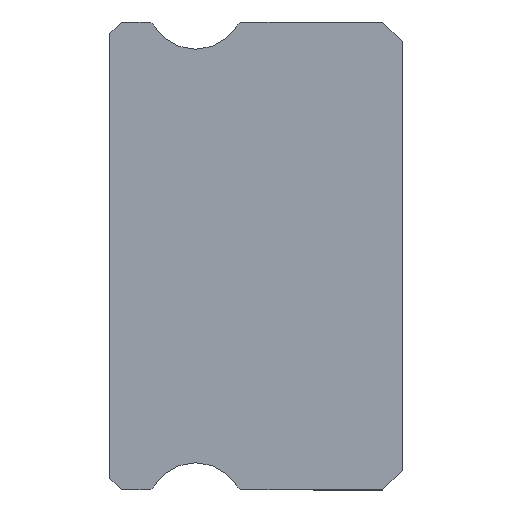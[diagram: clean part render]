
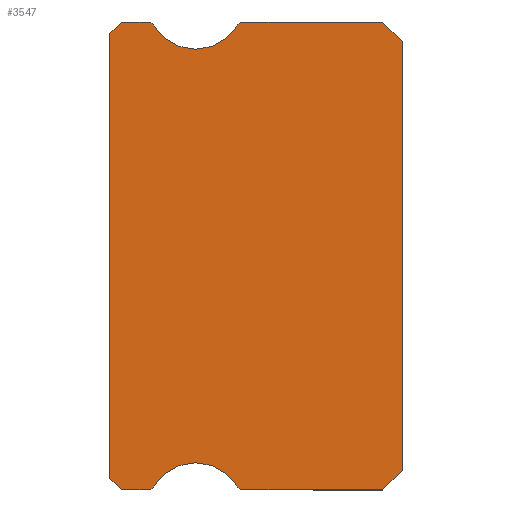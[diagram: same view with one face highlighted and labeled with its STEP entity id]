
A CAD part, left-side view. The second image highlights one B-rep face of the part: STEP entity #3547.
In plain terms, the highlighted planar face has unit normal (-1, 0, 0).
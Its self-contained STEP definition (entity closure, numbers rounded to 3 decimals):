
#30 = CARTESIAN_POINT ( 'NONE',  ( -15., 5.3, 5.3 ) ) ;
#345 = CARTESIAN_POINT ( 'NONE',  ( -15., 7.2, 6. ) ) ;
#347 = VERTEX_POINT ( 'NONE', #6425 ) ;
#349 = CARTESIAN_POINT ( 'NONE',  ( -15., 7.2, -6. ) ) ;
#456 = DIRECTION ( 'NONE',  ( -1., 0., 0. ) ) ;
#487 = VERTEX_POINT ( 'NONE', #1528 ) ;
#513 = LINE ( 'NONE', #691, #3894 ) ;
#593 = ORIENTED_EDGE ( 'NONE', *, *, #2536, .T. ) ;
#597 = CARTESIAN_POINT ( 'NONE',  ( -15., 4.217, 5.925 ) ) ;
#607 = ORIENTED_EDGE ( 'NONE', *, *, #6957, .F. ) ;
#625 = ORIENTED_EDGE ( 'NONE', *, *, #845, .T. ) ;
#633 = EDGE_CURVE ( 'NONE', #5207, #6802, #1073, .T. ) ;
#670 = CARTESIAN_POINT ( 'NONE',  ( -15., 7.2, -6. ) ) ;
#691 = CARTESIAN_POINT ( 'NONE',  ( -15., 7.5, 5.85 ) ) ;
#699 = DIRECTION ( 'NONE',  ( -1., 0., 0. ) ) ;
#709 = ORIENTED_EDGE ( 'NONE', *, *, #3200, .F. ) ;
#739 = ORIENTED_EDGE ( 'NONE', *, *, #955, .F. ) ;
#770 = ORIENTED_EDGE ( 'NONE', *, *, #5413, .F. ) ;
#773 = LINE ( 'NONE', #6623, #817 ) ;
#817 = VECTOR ( 'NONE', #2069, 1000. ) ;
#845 = EDGE_CURVE ( 'NONE', #4199, #8307, #8213, .T. ) ;
#928 = CARTESIAN_POINT ( 'NONE',  ( -15., 7.5, -5.7 ) ) ;
#952 = DIRECTION ( 'NONE',  ( 1., 0., 0. ) ) ;
#955 = EDGE_CURVE ( 'NONE', #1749, #1723, #7610, .T. ) ;
#1073 = LINE ( 'NONE', #1118, #2261 ) ;
#1075 = LINE ( 'NONE', #3014, #7467 ) ;
#1118 = CARTESIAN_POINT ( 'NONE',  ( -15., 0., 5.5 ) ) ;
#1176 = DIRECTION ( 'NONE',  ( 0., -1., 0. ) ) ;
#1255 = VERTEX_POINT ( 'NONE', #6654 ) ;
#1303 = CARTESIAN_POINT ( 'NONE',  ( -15., 5.3, 6.55 ) ) ;
#1340 = VERTEX_POINT ( 'NONE', #30 ) ;
#1342 = AXIS2_PLACEMENT_3D ( 'NONE', #4002, #2649, #3300 ) ;
#1415 = FACE_OUTER_BOUND ( 'NONE', #3276, .T. ) ;
#1459 = VERTEX_POINT ( 'NONE', #6195 ) ;
#1528 = CARTESIAN_POINT ( 'NONE',  ( -15., 6.383, -5.925 ) ) ;
#1657 = DIRECTION ( 'NONE',  ( 0., 1., 0. ) ) ;
#1723 = VERTEX_POINT ( 'NONE', #6733 ) ;
#1730 = LINE ( 'NONE', #5224, #2874 ) ;
#1749 = VERTEX_POINT ( 'NONE', #4816 ) ;
#1890 = VERTEX_POINT ( 'NONE', #4307 ) ;
#2000 = AXIS2_PLACEMENT_3D ( 'NONE', #7120, #4565, #7900 ) ;
#2001 = DIRECTION ( 'NONE',  ( -1., 0., 0. ) ) ;
#2048 = LINE ( 'NONE', #4684, #7253 ) ;
#2069 = DIRECTION ( 'NONE',  ( 0., -1., 0. ) ) ;
#2233 = VERTEX_POINT ( 'NONE', #597 ) ;
#2238 = DIRECTION ( 'NONE',  ( 1., 0., 0. ) ) ;
#2261 = VECTOR ( 'NONE', #5655, 1000. ) ;
#2264 = CARTESIAN_POINT ( 'NONE',  ( -15., 0.5, 6. ) ) ;
#2320 = VECTOR ( 'NONE', #1657, 1000. ) ;
#2415 = CIRCLE ( 'NONE', #8192, 1.25 ) ;
#2536 = EDGE_CURVE ( 'NONE', #1749, #5221, #1075, .T. ) ;
#2649 = DIRECTION ( 'NONE',  ( 1., 0., 0. ) ) ;
#2874 = VECTOR ( 'NONE', #1176, 1000. ) ;
#2948 = DIRECTION ( 'NONE',  ( 0., 0.707, -0.707 ) ) ;
#3014 = CARTESIAN_POINT ( 'NONE',  ( -15., 7.2, 6. ) ) ;
#3084 = CARTESIAN_POINT ( 'NONE',  ( -15., 0., -5.5 ) ) ;
#3131 = EDGE_CURVE ( 'NONE', #1723, #1340, #2415, .T. ) ;
#3157 = CARTESIAN_POINT ( 'NONE',  ( -15., 5.3, -6.55 ) ) ;
#3200 = EDGE_CURVE ( 'NONE', #487, #1255, #7482, .T. ) ;
#3222 = ORIENTED_EDGE ( 'NONE', *, *, #5187, .F. ) ;
#3276 = EDGE_LOOP ( 'NONE', ( #7870, #7796, #625, #4069, #709, #7885, #4515, #607, #3222, #6516, #5465, #6491, #5073, #770, #6621, #739, #593 ) ) ;
#3300 = DIRECTION ( 'NONE',  ( 0., 0., -1. ) ) ;
#3321 = DIRECTION ( 'NONE',  ( 0., 0., 1. ) ) ;
#3336 = CARTESIAN_POINT ( 'NONE',  ( -15., 5.3, 6.55 ) ) ;
#3340 = LINE ( 'NONE', #5201, #5198 ) ;
#3496 = DIRECTION ( 'NONE',  ( 0., 0., -1. ) ) ;
#3519 = AXIS2_PLACEMENT_3D ( 'NONE', #5357, #7314, #3496 ) ;
#3547 = ADVANCED_FACE ( 'NONE', ( #1415 ), #4707, .F. ) ;
#3590 = VERTEX_POINT ( 'NONE', #2264 ) ;
#3724 = VERTEX_POINT ( 'NONE', #4445 ) ;
#3894 = VECTOR ( 'NONE', #3321, 1000. ) ;
#3946 = AXIS2_PLACEMENT_3D ( 'NONE', #4065, #952, #4966 ) ;
#4002 = CARTESIAN_POINT ( 'NONE',  ( -15., 4.088, -5.85 ) ) ;
#4065 = CARTESIAN_POINT ( 'NONE',  ( -15., 6.512, -5.85 ) ) ;
#4069 = ORIENTED_EDGE ( 'NONE', *, *, #6546, .T. ) ;
#4142 = EDGE_CURVE ( 'NONE', #3590, #6802, #8353, .T. ) ;
#4195 = CARTESIAN_POINT ( 'NONE',  ( -15., 4.088, 5.85 ) ) ;
#4199 = VERTEX_POINT ( 'NONE', #928 ) ;
#4307 = CARTESIAN_POINT ( 'NONE',  ( -15., 4.088, 6. ) ) ;
#4445 = CARTESIAN_POINT ( 'NONE',  ( -15., 4.217, -5.925 ) ) ;
#4515 = ORIENTED_EDGE ( 'NONE', *, *, #5369, .F. ) ;
#4525 = AXIS2_PLACEMENT_3D ( 'NONE', #3157, #456, #5788 ) ;
#4565 = DIRECTION ( 'NONE',  ( 1., 0., 0. ) ) ;
#4684 = CARTESIAN_POINT ( 'NONE',  ( -15., 0., -5.5 ) ) ;
#4707 = PLANE ( 'NONE',  #3519 ) ;
#4746 = DIRECTION ( 'NONE',  ( 0., 0., -1. ) ) ;
#4816 = CARTESIAN_POINT ( 'NONE',  ( -15., 6.512, 6. ) ) ;
#4966 = DIRECTION ( 'NONE',  ( 0., 0., -1. ) ) ;
#5035 = EDGE_CURVE ( 'NONE', #3724, #487, #6432, .T. ) ;
#5071 = CIRCLE ( 'NONE', #1342, 0.15 ) ;
#5073 = ORIENTED_EDGE ( 'NONE', *, *, #7408, .F. ) ;
#5175 = LINE ( 'NONE', #5456, #2320 ) ;
#5187 = EDGE_CURVE ( 'NONE', #5207, #6131, #2048, .T. ) ;
#5198 = VECTOR ( 'NONE', #7953, 1000. ) ;
#5201 = CARTESIAN_POINT ( 'NONE',  ( -15., 7.5, 5.7 ) ) ;
#5207 = VERTEX_POINT ( 'NONE', #3084 ) ;
#5221 = VERTEX_POINT ( 'NONE', #345 ) ;
#5224 = CARTESIAN_POINT ( 'NONE',  ( -15., 6.512, 6. ) ) ;
#5330 = CARTESIAN_POINT ( 'NONE',  ( -15., 0.5, -6. ) ) ;
#5357 = CARTESIAN_POINT ( 'NONE',  ( -15., 6.512, 5.85 ) ) ;
#5369 = EDGE_CURVE ( 'NONE', #1459, #3724, #5071, .T. ) ;
#5413 = EDGE_CURVE ( 'NONE', #1340, #2233, #7124, .T. ) ;
#5456 = CARTESIAN_POINT ( 'NONE',  ( -15., 6.512, -6. ) ) ;
#5465 = ORIENTED_EDGE ( 'NONE', *, *, #4142, .F. ) ;
#5595 = CARTESIAN_POINT ( 'NONE',  ( -15., 0.5, 6. ) ) ;
#5648 = EDGE_CURVE ( 'NONE', #1890, #3590, #1730, .T. ) ;
#5655 = DIRECTION ( 'NONE',  ( 0., 0., 1. ) ) ;
#5729 = VECTOR ( 'NONE', #7555, 1000. ) ;
#5739 = DIRECTION ( 'NONE',  ( 0., 1., 0. ) ) ;
#5788 = DIRECTION ( 'NONE',  ( 0., 0., -1. ) ) ;
#6074 = DIRECTION ( 'NONE',  ( 0., 0., -1. ) ) ;
#6131 = VERTEX_POINT ( 'NONE', #5330 ) ;
#6195 = CARTESIAN_POINT ( 'NONE',  ( -15., 4.088, -6. ) ) ;
#6425 = CARTESIAN_POINT ( 'NONE',  ( -15., 7.5, 5.7 ) ) ;
#6432 = CIRCLE ( 'NONE', #4525, 1.25 ) ;
#6491 = ORIENTED_EDGE ( 'NONE', *, *, #5648, .F. ) ;
#6516 = ORIENTED_EDGE ( 'NONE', *, *, #633, .T. ) ;
#6546 = EDGE_CURVE ( 'NONE', #8307, #1255, #773, .T. ) ;
#6582 = AXIS2_PLACEMENT_3D ( 'NONE', #3336, #2001, #7868 ) ;
#6589 = VECTOR ( 'NONE', #6902, 1000. ) ;
#6621 = ORIENTED_EDGE ( 'NONE', *, *, #3131, .F. ) ;
#6623 = CARTESIAN_POINT ( 'NONE',  ( -15., 6.512, -6. ) ) ;
#6654 = CARTESIAN_POINT ( 'NONE',  ( -15., 6.512, -6. ) ) ;
#6733 = CARTESIAN_POINT ( 'NONE',  ( -15., 6.383, 5.925 ) ) ;
#6802 = VERTEX_POINT ( 'NONE', #7667 ) ;
#6902 = DIRECTION ( 'NONE',  ( 0., -0.707, -0.707 ) ) ;
#6957 = EDGE_CURVE ( 'NONE', #6131, #1459, #5175, .T. ) ;
#7120 = CARTESIAN_POINT ( 'NONE',  ( -15., 6.512, 5.85 ) ) ;
#7124 = CIRCLE ( 'NONE', #6582, 1.25 ) ;
#7253 = VECTOR ( 'NONE', #2948, 1000. ) ;
#7314 = DIRECTION ( 'NONE',  ( 1., 0., 0. ) ) ;
#7408 = EDGE_CURVE ( 'NONE', #2233, #1890, #8233, .T. ) ;
#7467 = VECTOR ( 'NONE', #5739, 1000. ) ;
#7482 = CIRCLE ( 'NONE', #3946, 0.15 ) ;
#7555 = DIRECTION ( 'NONE',  ( 0., -0.707, -0.707 ) ) ;
#7610 = CIRCLE ( 'NONE', #2000, 0.15 ) ;
#7667 = CARTESIAN_POINT ( 'NONE',  ( -15., 0., 5.5 ) ) ;
#7796 = ORIENTED_EDGE ( 'NONE', *, *, #8278, .F. ) ;
#7806 = EDGE_CURVE ( 'NONE', #5221, #347, #3340, .T. ) ;
#7868 = DIRECTION ( 'NONE',  ( 0., 0., -1. ) ) ;
#7870 = ORIENTED_EDGE ( 'NONE', *, *, #7806, .T. ) ;
#7885 = ORIENTED_EDGE ( 'NONE', *, *, #5035, .F. ) ;
#7900 = DIRECTION ( 'NONE',  ( 0., 0., -1. ) ) ;
#7953 = DIRECTION ( 'NONE',  ( 0., 0.707, -0.707 ) ) ;
#8192 = AXIS2_PLACEMENT_3D ( 'NONE', #1303, #699, #6074 ) ;
#8213 = LINE ( 'NONE', #349, #5729 ) ;
#8233 = CIRCLE ( 'NONE', #8380, 0.15 ) ;
#8278 = EDGE_CURVE ( 'NONE', #4199, #347, #513, .T. ) ;
#8307 = VERTEX_POINT ( 'NONE', #670 ) ;
#8353 = LINE ( 'NONE', #5595, #6589 ) ;
#8380 = AXIS2_PLACEMENT_3D ( 'NONE', #4195, #2238, #4746 ) ;
